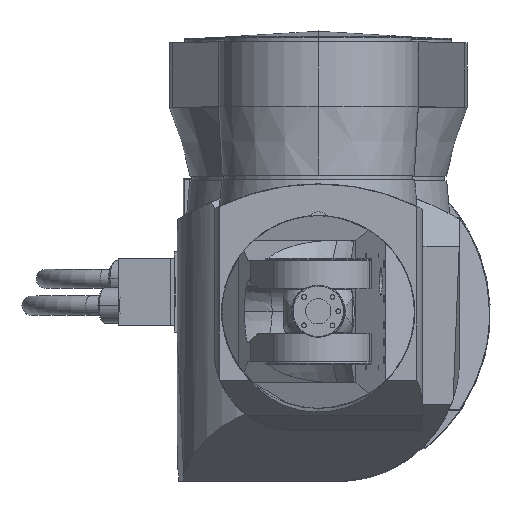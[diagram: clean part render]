
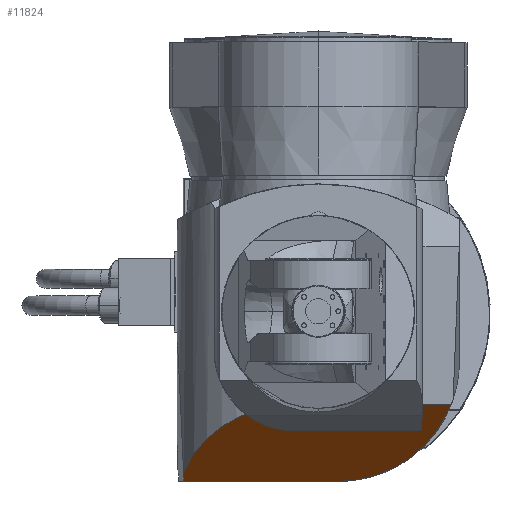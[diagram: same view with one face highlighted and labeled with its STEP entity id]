
A CAD part, top view. The second image highlights one B-rep face of the part: STEP entity #11824.
In plain terms, the highlighted planar face has unit normal (0, -0.766, 0.643).
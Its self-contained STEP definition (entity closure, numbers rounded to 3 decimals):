
#11267=CARTESIAN_POINT('NONE',(-26.25,-114.239,725.));
#11268=VERTEX_POINT('NONE',#11267);
#11276=CARTESIAN_POINT('NONE',(166.1,-114.239,725.));
#11277=VERTEX_POINT('NONE',#11276);
#11278=DIRECTION('NONE',(1.,0.,0.));
#11279=VECTOR('NONE',#11278,1.);
#11280=CARTESIAN_POINT('NONE',(0.,-114.239,725.));
#11281=LINE('*LN670',#11280,#11279);
#11283=EDGE_CURVE('NONE',#11268,#11277,#11281,.T.);
#11649=DIRECTION('NONE',(1.,0.,0.));
#11650=VECTOR('NONE',#11649,1.);
#11651=CARTESIAN_POINT('NONE',(0.,-210.,610.877));
#11652=LINE('*LN671',#11651,#11650);
#11654=EDGE_CURVE('NONE',#11798,#11678,#11652,.T.);
#11677=CARTESIAN_POINT('NONE',(26.25,-210.,610.877));
#11678=VERTEX_POINT('NONE',#11677);
#11679=CARTESIAN_POINT('NONE',(26.25,-60.,789.64));
#11680=DIRECTION('NONE',(0.,0.643,0.766));
#11681=DIRECTION('NONE',(0.,0.766,-0.643));
#11682=AXIS2_PLACEMENT_3D('NONE',#11679,#11681,#11680);
#11683=ELLIPSE('*CRV565',#11682,233.359,150.);
#11685=EDGE_CURVE('NONE',#11277,#11678,#11683,.T.);
#11797=CARTESIAN_POINT('NONE',(-168.179,-210.,610.877));
#11798=VERTEX_POINT('NONE',#11797);
#11799=DIRECTION('NONE',(0.,-0.643,-0.766));
#11800=VECTOR('NONE',#11799,1.);
#11801=CARTESIAN_POINT('NONE',(-168.179,-424.031,355.804));
#11802=LINE('*LN672',#11801,#11800);
#11804=EDGE_CURVE('NONE',#11881,#11798,#11802,.T.);
#11805=ORIENTED_EDGE('NONE',*,*,#11804,.T.);
#11806=ORIENTED_EDGE('NONE',*,*,#11654,.T.);
#11807=ORIENTED_EDGE('NONE',*,*,#11685,.F.);
#11808=ORIENTED_EDGE('NONE',*,*,#11283,.F.);
#11809=CARTESIAN_POINT('NONE',(-26.25,-240.104,575.));
#11810=DIRECTION('NONE',(0.,-0.643,-0.766));
#11811=DIRECTION('NONE',(0.,0.766,-0.643));
#11812=AXIS2_PLACEMENT_3D('NONE',#11809,#11811,#11810);
#11813=ELLIPSE('*CRV566',#11812,195.811,150.);
#11815=EDGE_CURVE('NONE',#11881,#11268,#11813,.T.);
#11816=ORIENTED_EDGE('NONE',*,*,#11815,.F.);
#11817=EDGE_LOOP('NONE',(#11805,#11806,#11807,#11808,#11816));
#11818=FACE_OUTER_BOUND('NONE',#11817,.T.);
#11819=CARTESIAN_POINT('NONE',(-200.,-33.008,821.808));
#11820=DIRECTION('NONE',(-1.,0.,0.));
#11821=DIRECTION('NONE',(0.,-0.766,0.643));
#11822=AXIS2_PLACEMENT_3D('NONE',#11819,#11821,#11820);
#11823=PLANE('NONE',#11822);
#11824=ADVANCED_FACE('*FAC361',(#11818),#11823,.T.);
#11880=CARTESIAN_POINT('NONE',(-168.179,-199.374,623.54));
#11881=VERTEX_POINT('NONE',#11880);
